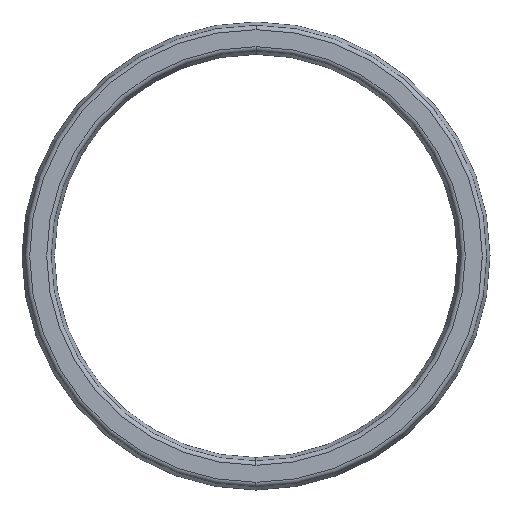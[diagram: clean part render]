
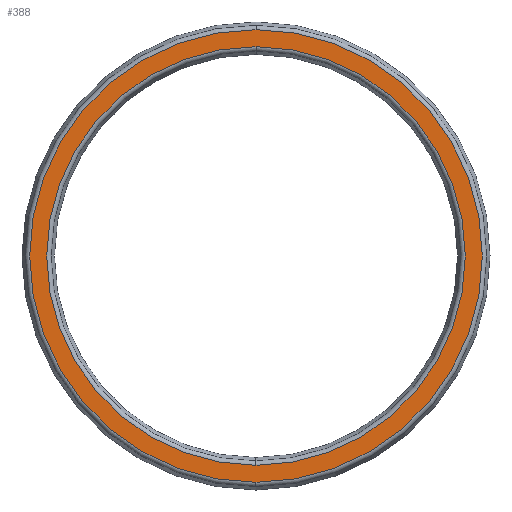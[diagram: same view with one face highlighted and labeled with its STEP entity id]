
A CAD part, front view. The second image highlights one B-rep face of the part: STEP entity #388.
In plain terms, the highlighted planar face has unit normal (0, -1, 0).
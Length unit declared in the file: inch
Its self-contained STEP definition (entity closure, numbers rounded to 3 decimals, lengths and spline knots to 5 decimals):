
#9 = DIRECTION ( 'NONE',  ( 0., -1., 0. ) ) ;
#32 = EDGE_CURVE ( 'NONE', #202, #435, #163, .T. ) ;
#45 = CARTESIAN_POINT ( 'NONE',  ( 2.9375, -0.3125, 3.05238 ) ) ;
#53 = DIRECTION ( 'NONE',  ( 0., 1., 0. ) ) ;
#110 = DIRECTION ( 'NONE',  ( 0., 0., -1. ) ) ;
#120 = CARTESIAN_POINT ( 'NONE',  ( 2.9375, -0.3125, 0. ) ) ;
#124 = CIRCLE ( 'NONE', #500, 2.82262 ) ;
#163 = CIRCLE ( 'NONE', #287, 2.82262 ) ;
#189 = VERTEX_POINT ( 'NONE', #45 ) ;
#194 = CARTESIAN_POINT ( 'NONE',  ( -0.15625, -0.3125, 0. ) ) ;
#199 = AXIS2_PLACEMENT_3D ( 'NONE', #194, #9, #254 ) ;
#202 = VERTEX_POINT ( 'NONE', #399 ) ;
#207 = FACE_OUTER_BOUND ( 'NONE', #572, .T. ) ;
#245 = CARTESIAN_POINT ( 'NONE',  ( 2.9375, -0.3125, 0. ) ) ;
#254 = DIRECTION ( 'NONE',  ( 0., 0., -1. ) ) ;
#259 = ORIENTED_EDGE ( 'NONE', *, *, #502, .T. ) ;
#287 = AXIS2_PLACEMENT_3D ( 'NONE', #245, #334, #394 ) ;
#292 = CARTESIAN_POINT ( 'NONE',  ( 2.9375, -0.3125, -3.05238 ) ) ;
#302 = PLANE ( 'NONE',  #199 ) ;
#307 = EDGE_CURVE ( 'NONE', #650, #189, #343, .T. ) ;
#308 = AXIS2_PLACEMENT_3D ( 'NONE', #120, #528, #482 ) ;
#317 = EDGE_CURVE ( 'NONE', #189, #650, #605, .T. ) ;
#334 = DIRECTION ( 'NONE',  ( 0., 1., 0. ) ) ;
#343 = CIRCLE ( 'NONE', #445, 3.05238 ) ;
#362 = DIRECTION ( 'NONE',  ( 0., 0., -1. ) ) ;
#388 = ADVANCED_FACE ( 'NONE', ( #207, #556 ), #302, .T. ) ;
#394 = DIRECTION ( 'NONE',  ( 0., 0., -1. ) ) ;
#399 = CARTESIAN_POINT ( 'NONE',  ( 2.9375, -0.3125, -2.82262 ) ) ;
#435 = VERTEX_POINT ( 'NONE', #550 ) ;
#445 = AXIS2_PLACEMENT_3D ( 'NONE', #585, #464, #362 ) ;
#464 = DIRECTION ( 'NONE',  ( 0., -1., 0. ) ) ;
#473 = EDGE_LOOP ( 'NONE', ( #608, #259 ) ) ;
#478 = ORIENTED_EDGE ( 'NONE', *, *, #317, .T. ) ;
#482 = DIRECTION ( 'NONE',  ( 0., 0., -1. ) ) ;
#500 = AXIS2_PLACEMENT_3D ( 'NONE', #511, #53, #110 ) ;
#502 = EDGE_CURVE ( 'NONE', #435, #202, #124, .T. ) ;
#511 = CARTESIAN_POINT ( 'NONE',  ( 2.9375, -0.3125, 0. ) ) ;
#528 = DIRECTION ( 'NONE',  ( 0., -1., 0. ) ) ;
#550 = CARTESIAN_POINT ( 'NONE',  ( 2.9375, -0.3125, 2.82262 ) ) ;
#556 = FACE_BOUND ( 'NONE', #473, .T. ) ;
#572 = EDGE_LOOP ( 'NONE', ( #640, #478 ) ) ;
#585 = CARTESIAN_POINT ( 'NONE',  ( 2.9375, -0.3125, 0. ) ) ;
#605 = CIRCLE ( 'NONE', #308, 3.05238 ) ;
#608 = ORIENTED_EDGE ( 'NONE', *, *, #32, .T. ) ;
#640 = ORIENTED_EDGE ( 'NONE', *, *, #307, .T. ) ;
#650 = VERTEX_POINT ( 'NONE', #292 ) ;
